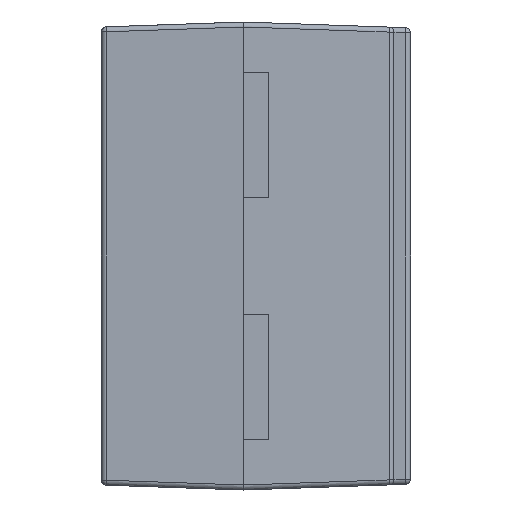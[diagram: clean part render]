
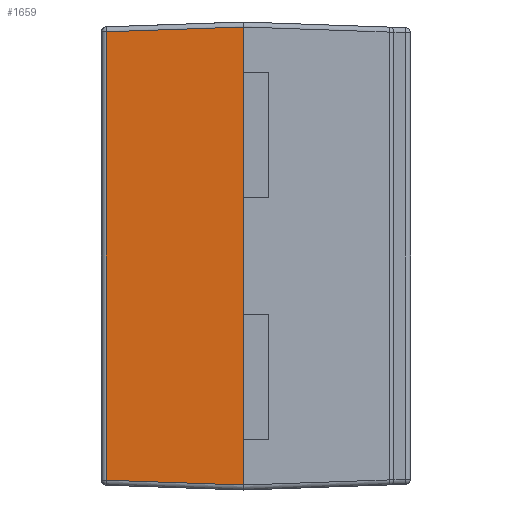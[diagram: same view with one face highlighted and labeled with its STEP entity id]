
A CAD part, left-side view. The second image highlights one B-rep face of the part: STEP entity #1659.
In plain terms, the highlighted planar face has unit normal (-0.999, 0.035, 0).
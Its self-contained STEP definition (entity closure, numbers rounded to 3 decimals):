
#270=FACE_OUTER_BOUND('',#380,.T.);
#380=EDGE_LOOP('',(#1494,#1495,#1496,#1497));
#508=LINE('',#2899,#656);
#516=LINE('',#2915,#664);
#518=LINE('',#2918,#666);
#524=LINE('',#2928,#672);
#656=VECTOR('',#2291,10.);
#664=VECTOR('',#2311,10.);
#666=VECTOR('',#2315,10.);
#672=VECTOR('',#2329,10.);
#749=VERTEX_POINT('',#2652);
#757=VERTEX_POINT('',#2681);
#770=VERTEX_POINT('',#2717);
#804=VERTEX_POINT('',#2902);
#1011=EDGE_CURVE('',#770,#757,#508,.T.);
#1020=EDGE_CURVE('',#757,#749,#516,.T.);
#1022=EDGE_CURVE('',#749,#804,#518,.T.);
#1028=EDGE_CURVE('',#804,#770,#524,.T.);
#1494=ORIENTED_EDGE('',*,*,#1011,.F.);
#1495=ORIENTED_EDGE('',*,*,#1028,.F.);
#1496=ORIENTED_EDGE('',*,*,#1022,.F.);
#1497=ORIENTED_EDGE('',*,*,#1020,.F.);
#1551=PLANE('',#1863);
#1659=ADVANCED_FACE('',(#270),#1551,.T.);
#1863=AXIS2_PLACEMENT_3D('',#2964,#2383,#2384);
#2291=DIRECTION('',(0.035,0.999,0.035));
#2311=DIRECTION('',(0.,0.,1.));
#2315=DIRECTION('',(-0.035,-0.999,0.035));
#2329=DIRECTION('',(0.,0.,-1.));
#2383=DIRECTION('center_axis',(-0.999,0.035,0.));
#2384=DIRECTION('ref_axis',(0.,0.,1.));
#2652=CARTESIAN_POINT('',(-1.571,0.821,1.341));
#2681=CARTESIAN_POINT('',(-1.571,0.821,-1.341));
#2717=CARTESIAN_POINT('',(-1.6,0.,-1.37));
#2899=CARTESIAN_POINT('',(-1.598,0.048,-1.368));
#2902=CARTESIAN_POINT('',(-1.6,0.,1.37));
#2915=CARTESIAN_POINT('',(-1.571,0.821,0.7));
#2918=CARTESIAN_POINT('',(-1.598,0.055,1.368));
#2928=CARTESIAN_POINT('',(-1.6,0.,1.4));
#2964=CARTESIAN_POINT('Origin',(-1.6,0.,1.4));
